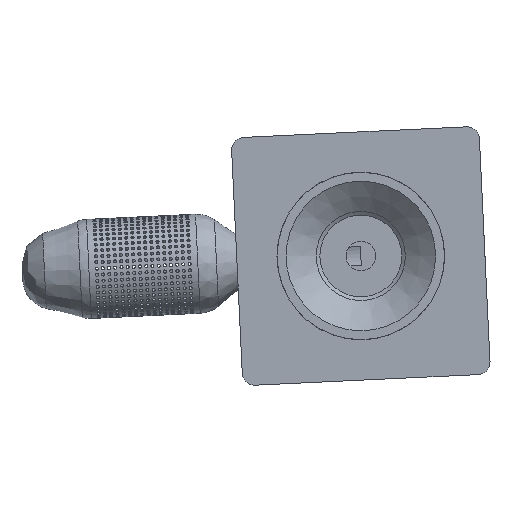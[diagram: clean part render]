
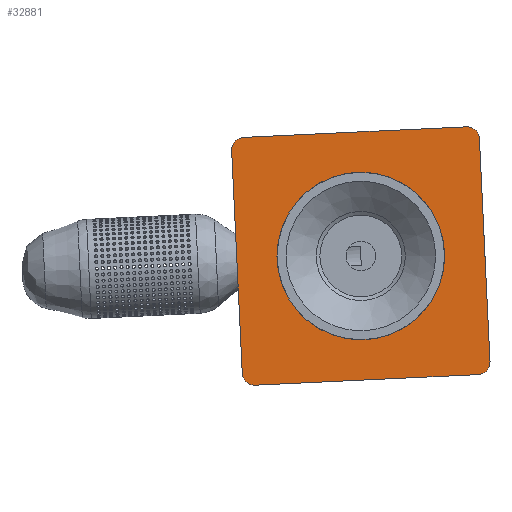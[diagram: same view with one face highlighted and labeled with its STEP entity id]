
A CAD part, front view. The second image highlights one B-rep face of the part: STEP entity #32881.
In plain terms, the highlighted face is planar.
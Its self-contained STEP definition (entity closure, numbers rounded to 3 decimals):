
#4908=FACE_BOUND('',#9440,.T.);
#5727=PLANE('',#33965);
#5820=LINE('',#40578,#6761);
#5826=LINE('',#40598,#6767);
#5829=LINE('',#40606,#6770);
#5831=LINE('',#40612,#6772);
#6761=VECTOR('',#35898,10.);
#6767=VECTOR('',#35918,10.);
#6770=VECTOR('',#35927,10.);
#6772=VECTOR('',#35935,10.);
#8528=FACE_OUTER_BOUND('',#9439,.T.);
#9439=EDGE_LOOP('',(#21418,#21419,#21420,#21421,#21422,#21423,#21424,#21425));
#9440=EDGE_LOOP('',(#21426));
#11091=CIRCLE('',#33906,9.);
#11108=CIRCLE('',#33950,2.);
#11112=CIRCLE('',#33957,2.);
#11113=CIRCLE('',#33960,2.);
#11114=CIRCLE('',#33963,2.);
#11175=VERTEX_POINT('',#40277);
#11222=VERTEX_POINT('',#40568);
#11223=VERTEX_POINT('',#40570);
#11225=VERTEX_POINT('',#40576);
#11231=VERTEX_POINT('',#40592);
#11232=VERTEX_POINT('',#40596);
#11233=VERTEX_POINT('',#40600);
#11234=VERTEX_POINT('',#40604);
#11235=VERTEX_POINT('',#40608);
#15341=EDGE_CURVE('',#11175,#11175,#11091,.T.);
#15411=EDGE_CURVE('',#11222,#11223,#11108,.T.);
#15415=EDGE_CURVE('',#11225,#11222,#5820,.T.);
#15423=EDGE_CURVE('',#11231,#11225,#11112,.T.);
#15425=EDGE_CURVE('',#11232,#11231,#5826,.T.);
#15427=EDGE_CURVE('',#11233,#11232,#11113,.T.);
#15429=EDGE_CURVE('',#11234,#11233,#5829,.T.);
#15431=EDGE_CURVE('',#11235,#11234,#11114,.T.);
#15432=EDGE_CURVE('',#11223,#11235,#5831,.T.);
#21418=ORIENTED_EDGE('',*,*,#15411,.F.);
#21419=ORIENTED_EDGE('',*,*,#15415,.F.);
#21420=ORIENTED_EDGE('',*,*,#15423,.F.);
#21421=ORIENTED_EDGE('',*,*,#15425,.F.);
#21422=ORIENTED_EDGE('',*,*,#15427,.F.);
#21423=ORIENTED_EDGE('',*,*,#15429,.F.);
#21424=ORIENTED_EDGE('',*,*,#15431,.F.);
#21425=ORIENTED_EDGE('',*,*,#15432,.F.);
#21426=ORIENTED_EDGE('',*,*,#15341,.T.);
#32881=ADVANCED_FACE('',(#8528,#4908),#5727,.F.);
#33906=AXIS2_PLACEMENT_3D('',#40279,#35764,#35765);
#33950=AXIS2_PLACEMENT_3D('',#40571,#35891,#35892);
#33957=AXIS2_PLACEMENT_3D('',#40594,#35913,#35914);
#33960=AXIS2_PLACEMENT_3D('',#40602,#35922,#35923);
#33963=AXIS2_PLACEMENT_3D('',#40610,#35931,#35932);
#33965=AXIS2_PLACEMENT_3D('',#40613,#35936,#35937);
#35764=DIRECTION('center_axis',(0.,0.,1.));
#35765=DIRECTION('ref_axis',(-1.,0.,0.));
#35891=DIRECTION('center_axis',(0.,0.,1.));
#35892=DIRECTION('ref_axis',(0.707,0.707,0.));
#35898=DIRECTION('',(0.,1.,0.));
#35913=DIRECTION('center_axis',(0.,0.,1.));
#35914=DIRECTION('ref_axis',(0.707,-0.707,0.));
#35918=DIRECTION('',(1.,0.,0.));
#35922=DIRECTION('center_axis',(0.,0.,1.));
#35923=DIRECTION('ref_axis',(-0.707,-0.707,0.));
#35927=DIRECTION('',(0.,-1.,0.));
#35931=DIRECTION('center_axis',(0.,0.,1.));
#35932=DIRECTION('ref_axis',(-0.707,0.707,0.));
#35935=DIRECTION('',(-1.,0.,0.));
#35936=DIRECTION('center_axis',(0.,0.,1.));
#35937=DIRECTION('ref_axis',(1.,0.,0.));
#40277=CARTESIAN_POINT('',(9.,0.,0.));
#40279=CARTESIAN_POINT('Origin',(0.,0.,0.));
#40568=CARTESIAN_POINT('',(20.,18.,0.));
#40570=CARTESIAN_POINT('',(18.,20.,0.));
#40571=CARTESIAN_POINT('Origin',(18.,18.,0.));
#40576=CARTESIAN_POINT('',(20.,-18.,0.));
#40578=CARTESIAN_POINT('',(20.,-20.,0.));
#40592=CARTESIAN_POINT('',(18.,-20.,0.));
#40594=CARTESIAN_POINT('Origin',(18.,-18.,0.));
#40596=CARTESIAN_POINT('',(-18.,-20.,0.));
#40598=CARTESIAN_POINT('',(-20.,-20.,0.));
#40600=CARTESIAN_POINT('',(-20.,-18.,0.));
#40602=CARTESIAN_POINT('Origin',(-18.,-18.,0.));
#40604=CARTESIAN_POINT('',(-20.,18.,0.));
#40606=CARTESIAN_POINT('',(-20.,20.,0.));
#40608=CARTESIAN_POINT('',(-18.,20.,0.));
#40610=CARTESIAN_POINT('Origin',(-18.,18.,0.));
#40612=CARTESIAN_POINT('',(20.,20.,0.));
#40613=CARTESIAN_POINT('Origin',(0.,0.,0.));
